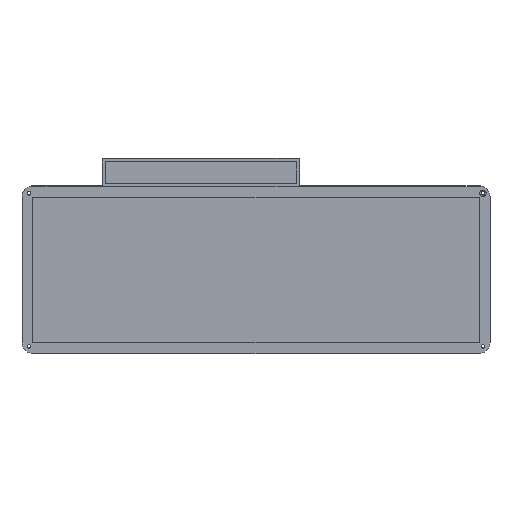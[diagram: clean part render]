
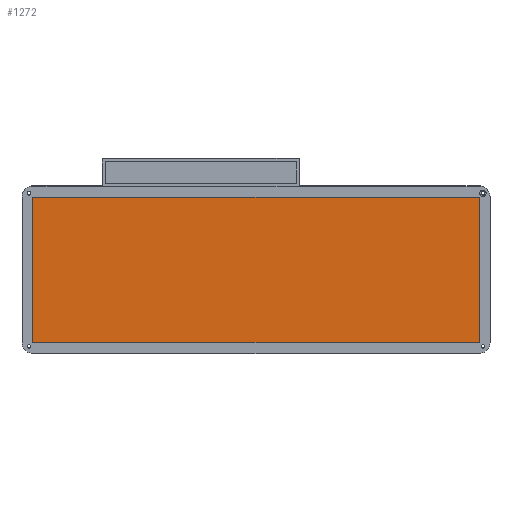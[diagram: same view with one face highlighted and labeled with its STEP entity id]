
A CAD part, top view. The second image highlights one B-rep face of the part: STEP entity #1272.
In plain terms, the highlighted planar face has unit normal (0, -0.026, 1).
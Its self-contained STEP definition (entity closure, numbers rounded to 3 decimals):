
#78=LINE('',#1972,#192);
#117=LINE('',#2118,#231);
#118=LINE('',#2121,#232);
#122=LINE('',#2133,#236);
#125=LINE('',#2137,#239);
#126=LINE('',#2140,#240);
#127=LINE('',#2142,#241);
#128=LINE('',#2143,#242);
#192=VECTOR('',#1583,10.);
#231=VECTOR('',#1746,10.);
#232=VECTOR('',#1749,10.);
#236=VECTOR('',#1763,10.);
#239=VECTOR('',#1766,10.);
#240=VECTOR('',#1769,10.);
#241=VECTOR('',#1770,10.);
#242=VECTOR('',#1771,10.);
#367=FACE_OUTER_BOUND('',#465,.T.);
#465=EDGE_LOOP('',(#1112,#1113,#1114,#1115,#1116,#1117,#1118,#1119));
#589=VERTEX_POINT('',#1970);
#590=VERTEX_POINT('',#1971);
#635=VERTEX_POINT('',#2116);
#636=VERTEX_POINT('',#2120);
#639=VERTEX_POINT('',#2132);
#640=VERTEX_POINT('',#2135);
#641=VERTEX_POINT('',#2139);
#642=VERTEX_POINT('',#2141);
#725=EDGE_CURVE('',#589,#590,#78,.T.);
#794=EDGE_CURVE('',#635,#589,#117,.T.);
#795=EDGE_CURVE('',#636,#590,#118,.T.);
#801=EDGE_CURVE('',#636,#639,#122,.T.);
#804=EDGE_CURVE('',#640,#635,#125,.T.);
#805=EDGE_CURVE('',#639,#641,#126,.T.);
#806=EDGE_CURVE('',#642,#640,#127,.T.);
#807=EDGE_CURVE('',#641,#642,#128,.T.);
#1112=ORIENTED_EDGE('',*,*,#805,.F.);
#1113=ORIENTED_EDGE('',*,*,#801,.F.);
#1114=ORIENTED_EDGE('',*,*,#795,.T.);
#1115=ORIENTED_EDGE('',*,*,#725,.F.);
#1116=ORIENTED_EDGE('',*,*,#794,.F.);
#1117=ORIENTED_EDGE('',*,*,#804,.F.);
#1118=ORIENTED_EDGE('',*,*,#806,.F.);
#1119=ORIENTED_EDGE('',*,*,#807,.F.);
#1202=PLANE('',#1407);
#1272=ADVANCED_FACE('',(#367),#1202,.F.);
#1407=AXIS2_PLACEMENT_3D('',#2138,#1767,#1768);
#1583=DIRECTION('',(1.,0.,0.));
#1746=DIRECTION('',(0.,1.,0.026));
#1749=DIRECTION('',(0.,1.,0.026));
#1763=DIRECTION('',(1.,0.,0.));
#1766=DIRECTION('',(1.,0.,0.));
#1767=DIRECTION('center_axis',(0.,0.026,-1.));
#1768=DIRECTION('ref_axis',(-1.,0.,0.));
#1769=DIRECTION('',(0.,-1.,-0.026));
#1770=DIRECTION('',(0.,1.,0.026));
#1771=DIRECTION('',(-1.,0.,0.));
#1970=CARTESIAN_POINT('',(-98.,206.254,7.006));
#1971=CARTESIAN_POINT('',(-88.,206.254,7.006));
#1972=CARTESIAN_POINT('',(103.667,206.254,7.006));
#2116=CARTESIAN_POINT('',(-98.,196.257,6.744));
#2118=CARTESIAN_POINT('',(-98.,196.257,6.744));
#2120=CARTESIAN_POINT('',(-88.,196.257,6.744));
#2121=CARTESIAN_POINT('',(-88.,196.257,6.744));
#2132=CARTESIAN_POINT('',(295.335,196.257,6.744));
#2133=CARTESIAN_POINT('',(-10.665,196.257,6.744));
#2135=CARTESIAN_POINT('',(-112.665,196.257,6.744));
#2137=CARTESIAN_POINT('',(-10.665,196.257,6.744));
#2138=CARTESIAN_POINT('Origin',(91.335,129.78,5.003));
#2139=CARTESIAN_POINT('',(295.335,63.303,3.262));
#2140=CARTESIAN_POINT('',(295.335,163.019,5.873));
#2141=CARTESIAN_POINT('',(-112.665,63.303,3.262));
#2142=CARTESIAN_POINT('',(-112.665,96.542,4.133));
#2143=CARTESIAN_POINT('',(193.335,63.303,3.262));
